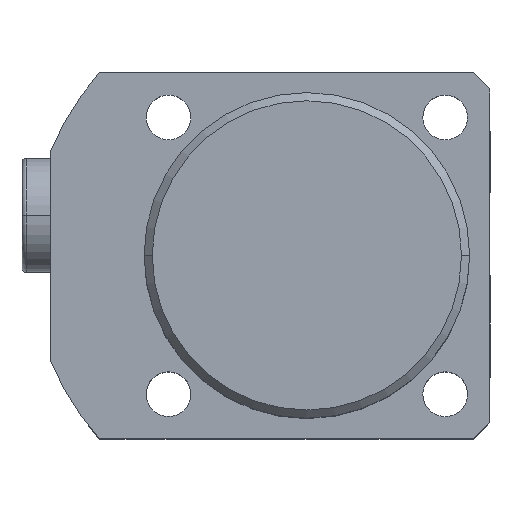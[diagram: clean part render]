
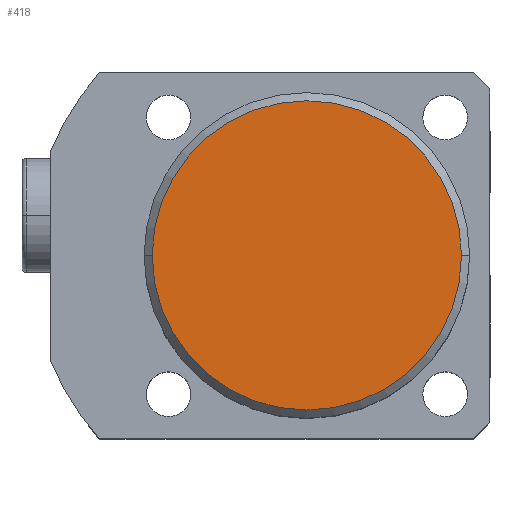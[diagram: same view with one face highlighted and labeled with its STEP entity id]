
A CAD part, top view. The second image highlights one B-rep face of the part: STEP entity #418.
In plain terms, the highlighted planar face has unit normal (0, 0, 1).
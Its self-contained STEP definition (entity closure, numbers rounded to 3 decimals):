
#69 = DIRECTION ( 'NONE',  ( 1., 0., 0. ) ) ;
#165 = DIRECTION ( 'NONE',  ( 0., 0., 1. ) ) ;
#172 = PLANE ( 'NONE',  #2732 ) ;
#184 = CARTESIAN_POINT ( 'NONE',  ( 0., 0., 56. ) ) ;
#418 = ADVANCED_FACE ( 'NONE', ( #3166 ), #172, .T. ) ;
#809 = DIRECTION ( 'NONE',  ( 1., 0., 0. ) ) ;
#810 = DIRECTION ( 'NONE',  ( 0., 0., 1. ) ) ;
#812 = CARTESIAN_POINT ( 'NONE',  ( 0., 0., 56. ) ) ;
#1104 = VERTEX_POINT ( 'NONE', #3116 ) ;
#1208 = VERTEX_POINT ( 'NONE', #3093 ) ;
#1229 = DIRECTION ( 'NONE',  ( 1., 0., 0. ) ) ;
#1230 = DIRECTION ( 'NONE',  ( 0., 0., 1. ) ) ;
#1231 = CARTESIAN_POINT ( 'NONE',  ( 0., 0., 56. ) ) ;
#1833 = ORIENTED_EDGE ( 'NONE', *, *, #2919, .T. ) ;
#1837 = ORIENTED_EDGE ( 'NONE', *, *, #2814, .T. ) ;
#2045 = CIRCLE ( 'NONE', #2555, 19. ) ;
#2257 = CIRCLE ( 'NONE', #2598, 19. ) ;
#2555 = AXIS2_PLACEMENT_3D ( 'NONE', #812, #810, #809 ) ;
#2598 = AXIS2_PLACEMENT_3D ( 'NONE', #1231, #1230, #1229 ) ;
#2732 = AXIS2_PLACEMENT_3D ( 'NONE', #184, #165, #69 ) ;
#2814 = EDGE_CURVE ( 'NONE', #1208, #1104, #2257, .T. ) ;
#2919 = EDGE_CURVE ( 'NONE', #1104, #1208, #2045, .T. ) ;
#3093 = CARTESIAN_POINT ( 'NONE',  ( 19., 0., 56. ) ) ;
#3116 = CARTESIAN_POINT ( 'NONE',  ( -19., 0., 56. ) ) ;
#3166 = FACE_OUTER_BOUND ( 'NONE', #3300, .T. ) ;
#3300 = EDGE_LOOP ( 'NONE', ( #1833, #1837 ) ) ;
